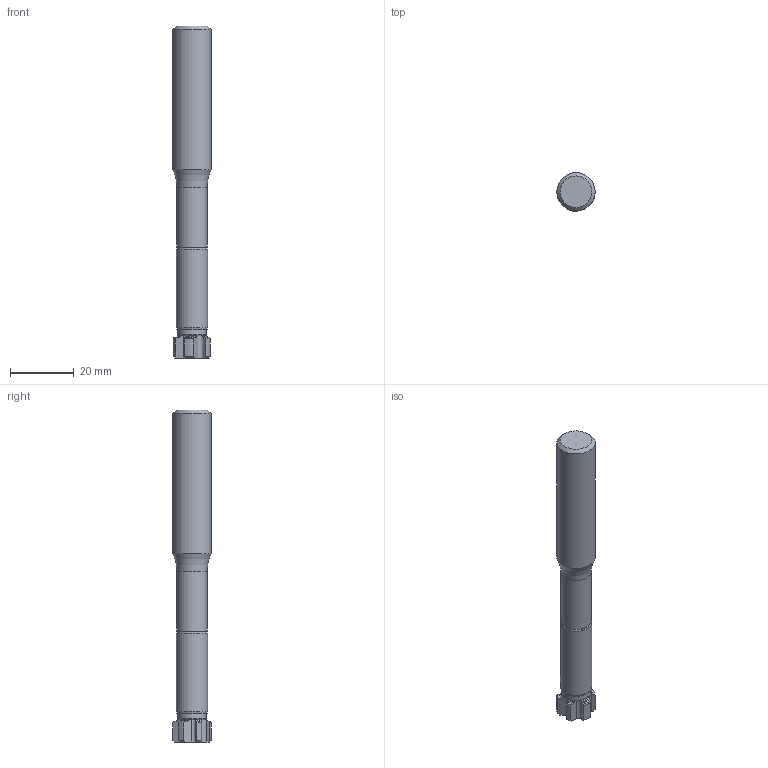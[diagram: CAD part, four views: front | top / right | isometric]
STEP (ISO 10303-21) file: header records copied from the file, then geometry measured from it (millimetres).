
FILE_DESCRIPTION(/* description */ (''),/* implementation_level */ '2;1');
FILE_NAME(/* name */ 'PMX06B-05700-12N1.stp',/* time_stamp */ '2016-02-25T13:49:08+05:00',/* author */ (''),/* organization */ (''),/* preprocessor_version */ 'ST-DEVELOPER v15',/* originating_system */ 'SIEMENS PLM Software NX 8.5',/* authorisation */ '');
FILE_SCHEMA (('AUTOMOTIVE_DESIGN { 1 0 10303 214 3 1 1 1 }'));
Length unit declared in the file: millimetre
Products named in the file (1): inpu3A0C8D203f5c
Bounding box: 12 x 12 x 104 mm (x, y, z)
Volume: 9477.2 mm3; surface area: 4161.8 mm2
Topology: 3 solids, 3 shells, 79 faces, 206 edges, 135 vertices
Faces by surface type: plane 26, cone 23, cylinder 17, torus 13
Full cylindrical faces by diameter (mm): 8.9 x1, 9 x1, 9.5 x1, 9.8 x1, 12 x1
Entity records: 2549 total; most frequent: CARTESIAN_POINT 650, ORIENTED_EDGE 390, DIRECTION 370, EDGE_CURVE 195, AXIS2_PLACEMENT_3D 155, VERTEX_POINT 135, EDGE_LOOP 92, ADVANCED_FACE 79
